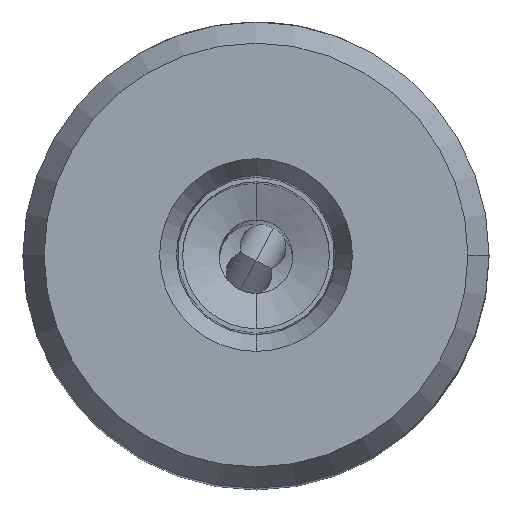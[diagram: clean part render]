
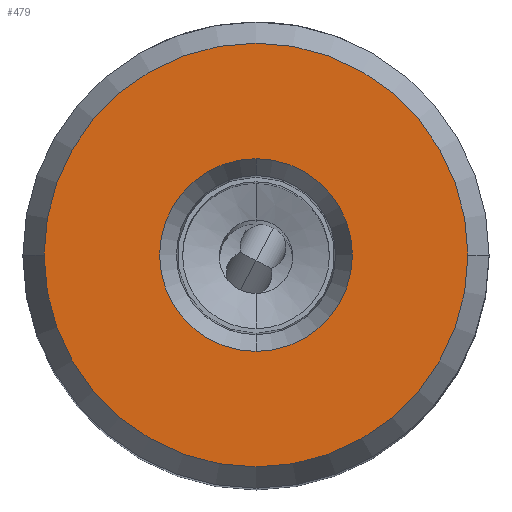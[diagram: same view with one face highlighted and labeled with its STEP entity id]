
A CAD part, top view. The second image highlights one B-rep face of the part: STEP entity #479.
In plain terms, the highlighted planar face has unit normal (0, 0, 1).
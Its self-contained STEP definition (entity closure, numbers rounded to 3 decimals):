
#44=FACE_BOUND('',#795,.T.);
#45=FACE_BOUND('',#796,.T.);
#136=PLANE('',#2996);
#323=CIRCLE('',#2934,5.25);
#343=CIRCLE('',#2991,11.545);
#344=CIRCLE('',#2993,11.545);
#345=CIRCLE('',#2995,5.25);
#479=ADVANCED_FACE('',(#44,#45),#136,.T.);
#795=EDGE_LOOP('',(#1271,#1272));
#796=EDGE_LOOP('',(#1273,#1274));
#1271=ORIENTED_EDGE('',*,*,#2127,.T.);
#1272=ORIENTED_EDGE('',*,*,#2340,.T.);
#1273=ORIENTED_EDGE('',*,*,#2336,.T.);
#1274=ORIENTED_EDGE('',*,*,#2339,.T.);
#1811=VERTEX_POINT('',#3805);
#1814=VERTEX_POINT('',#3810);
#1967=VERTEX_POINT('',#8488);
#1968=VERTEX_POINT('',#8489);
#2127=EDGE_CURVE('',#1811,#1814,#323,.T.);
#2336=EDGE_CURVE('',#1967,#1968,#343,.T.);
#2339=EDGE_CURVE('',#1968,#1967,#344,.T.);
#2340=EDGE_CURVE('',#1814,#1811,#345,.T.);
#2934=AXIS2_PLACEMENT_3D('',#3811,#3182,#3183);
#2991=AXIS2_PLACEMENT_3D('',#8487,#3315,#3316);
#2993=AXIS2_PLACEMENT_3D('',#8493,#3321,#3322);
#2995=AXIS2_PLACEMENT_3D('',#8495,#3325,#3326);
#2996=AXIS2_PLACEMENT_3D('',#8496,#3327,#3328);
#3182=DIRECTION('',(0.,0.,-1.));
#3183=DIRECTION('',(0.,-1.,0.));
#3315=DIRECTION('',(0.,0.,1.));
#3316=DIRECTION('',(-1.,0.,0.));
#3321=DIRECTION('',(0.,0.,1.));
#3322=DIRECTION('',(1.,0.,0.));
#3325=DIRECTION('',(0.,0.,-1.));
#3326=DIRECTION('',(0.,1.,0.));
#3327=DIRECTION('',(0.,0.,1.));
#3328=DIRECTION('',(-1.,0.,0.));
#3805=CARTESIAN_POINT('',(0.,-5.25,28.65));
#3810=CARTESIAN_POINT('',(0.,5.25,28.65));
#3811=CARTESIAN_POINT('',(0.,0.,28.65));
#8487=CARTESIAN_POINT('',(0.,0.,28.65));
#8488=CARTESIAN_POINT('',(-11.545,0.,28.65));
#8489=CARTESIAN_POINT('',(11.545,0.,28.65));
#8493=CARTESIAN_POINT('',(0.,0.,28.65));
#8495=CARTESIAN_POINT('',(0.,0.,28.65));
#8496=CARTESIAN_POINT('',(0.,0.,28.65));
